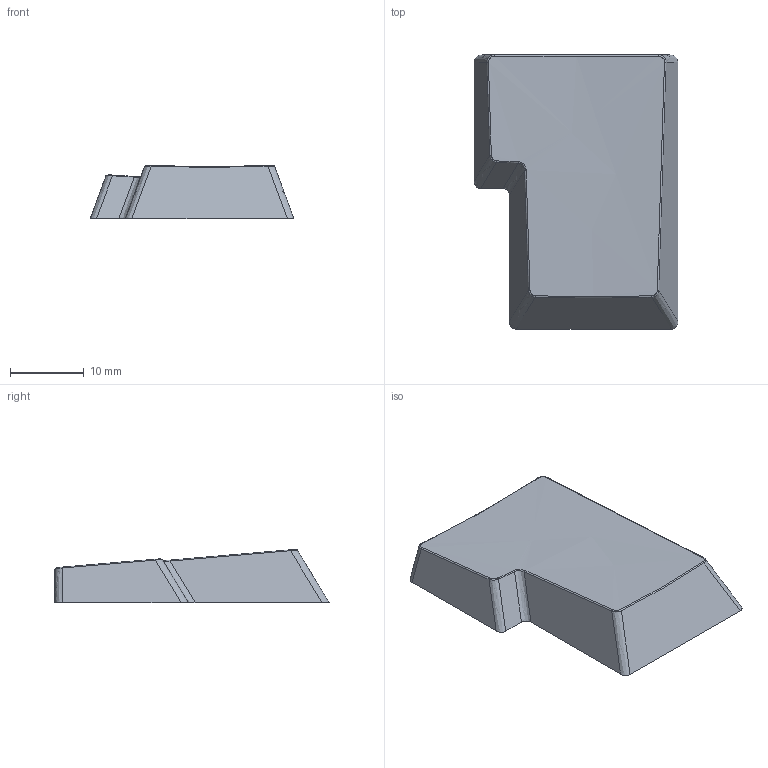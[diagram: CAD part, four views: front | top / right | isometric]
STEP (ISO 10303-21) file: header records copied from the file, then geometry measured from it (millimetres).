
FILE_DESCRIPTION(('FreeCAD Model'),'2;1');
FILE_NAME('Open CASCADE Shape Model','2023-07-21T02:35:48',( 'kicad StepUp'),('ksu MCAD'),'Open CASCADE STEP processor 7.6', 'FreeCAD','Unknown');
FILE_SCHEMA(('AUTOMOTIVE_DESIGN { 1 0 10303 214 1 1 1 1 }'));
Length unit declared in the file: millimetre
Products named in the file (1): iso_enter
Bounding box: 27.57 x 37.1 x 7.19 mm (x, y, z)
Volume: 1057.4 mm3; surface area: 3288.3 mm2
Topology: 1 solids, 1 shells, 85 faces, 221 edges, 144 vertices
Faces by surface type: plane 40, bspline 37, extrusion 5, cylinder 3
Full cylindrical faces by diameter (mm): 5 x3
Entity records: 5192 total; most frequent: CARTESIAN_POINT 3501, ORIENTED_EDGE 442, EDGE_CURVE 221, DIRECTION 196, VERTEX_POINT 144, B_SPLINE_CURVE_WITH_KNOTS 95, VECTOR 92, FACE_BOUND 91
